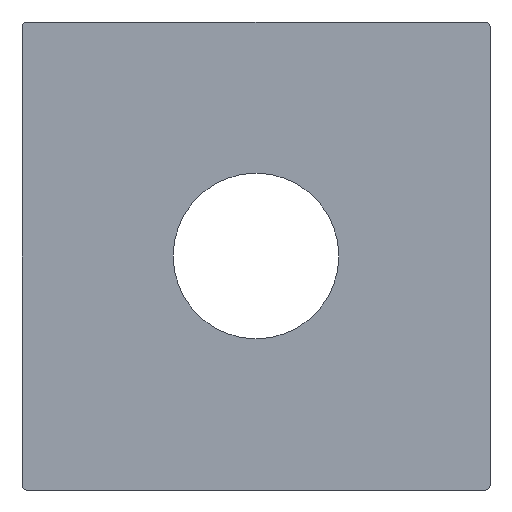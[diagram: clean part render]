
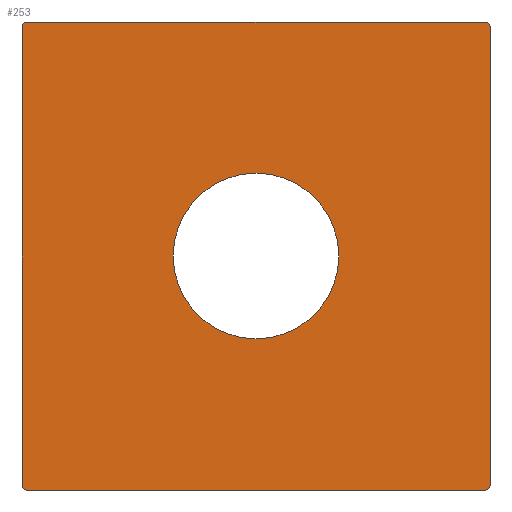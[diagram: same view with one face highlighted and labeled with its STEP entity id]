
A CAD part, front view. The second image highlights one B-rep face of the part: STEP entity #253.
In plain terms, the highlighted planar face has unit normal (0, -1, 0).
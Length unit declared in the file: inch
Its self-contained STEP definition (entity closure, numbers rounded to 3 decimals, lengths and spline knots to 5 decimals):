
#1 = AXIS2_PLACEMENT_3D ( 'NONE', #2, #372, #336 ) ;
#2 = CARTESIAN_POINT ( 'NONE',  ( 0.245, 0., 0.245 ) ) ;
#7 = DIRECTION ( 'NONE',  ( 0., 0., -1. ) ) ;
#10 = VECTOR ( 'NONE', #256, 39.37008 ) ;
#16 = PLANE ( 'NONE',  #295 ) ;
#17 = ORIENTED_EDGE ( 'NONE', *, *, #124, .T. ) ;
#23 = ORIENTED_EDGE ( 'NONE', *, *, #85, .T. ) ;
#28 = VERTEX_POINT ( 'NONE', #67 ) ;
#31 = ORIENTED_EDGE ( 'NONE', *, *, #44, .T. ) ;
#35 = ORIENTED_EDGE ( 'NONE', *, *, #106, .T. ) ;
#36 = CARTESIAN_POINT ( 'NONE',  ( -0.245, 0., -0.245 ) ) ;
#44 = EDGE_CURVE ( 'NONE', #149, #405, #178, .T. ) ;
#54 = FACE_OUTER_BOUND ( 'NONE', #65, .T. ) ;
#59 = DIRECTION ( 'NONE',  ( 0., -1., 0. ) ) ;
#62 = ORIENTED_EDGE ( 'NONE', *, *, #220, .F. ) ;
#65 = EDGE_LOOP ( 'NONE', ( #361, #35, #83, #31, #62, #17, #171, #173 ) ) ;
#66 = DIRECTION ( 'NONE',  ( 0., 1., 0. ) ) ;
#67 = CARTESIAN_POINT ( 'NONE',  ( -0.25, 0., -0.245 ) ) ;
#69 = CARTESIAN_POINT ( 'NONE',  ( 0., 0., 0. ) ) ;
#80 = EDGE_CURVE ( 'NONE', #28, #119, #281, .T. ) ;
#83 = ORIENTED_EDGE ( 'NONE', *, *, #378, .F. ) ;
#85 = EDGE_CURVE ( 'NONE', #236, #236, #384, .T. ) ;
#89 = DIRECTION ( 'NONE',  ( 0., 0., -1. ) ) ;
#91 = EDGE_CURVE ( 'NONE', #274, #127, #279, .T. ) ;
#94 = AXIS2_PLACEMENT_3D ( 'NONE', #36, #186, #164 ) ;
#106 = EDGE_CURVE ( 'NONE', #28, #317, #110, .T. ) ;
#110 = CIRCLE ( 'NONE', #94, 0.005 ) ;
#112 = VECTOR ( 'NONE', #210, 39.37008 ) ;
#119 = VERTEX_POINT ( 'NONE', #252 ) ;
#124 = EDGE_CURVE ( 'NONE', #393, #127, #313, .T. ) ;
#127 = VERTEX_POINT ( 'NONE', #310 ) ;
#143 = VECTOR ( 'NONE', #339, 39.37008 ) ;
#149 = VERTEX_POINT ( 'NONE', #303 ) ;
#164 = DIRECTION ( 'NONE',  ( 0., 0., -1. ) ) ;
#171 = ORIENTED_EDGE ( 'NONE', *, *, #91, .F. ) ;
#172 = CARTESIAN_POINT ( 'NONE',  ( -0.245, 0., 0.25 ) ) ;
#173 = ORIENTED_EDGE ( 'NONE', *, *, #350, .T. ) ;
#178 = CIRCLE ( 'NONE', #348, 0.005 ) ;
#186 = DIRECTION ( 'NONE',  ( 0., -1., 0. ) ) ;
#188 = CARTESIAN_POINT ( 'NONE',  ( -0.25, 0., 0.25 ) ) ;
#191 = DIRECTION ( 'NONE',  ( 0., 0., 1. ) ) ;
#206 = CARTESIAN_POINT ( 'NONE',  ( 0.25, 0., 0.245 ) ) ;
#210 = DIRECTION ( 'NONE',  ( -1., 0., 0. ) ) ;
#213 = CARTESIAN_POINT ( 'NONE',  ( 0., 0., 0.0885 ) ) ;
#220 = EDGE_CURVE ( 'NONE', #393, #405, #259, .T. ) ;
#225 = AXIS2_PLACEMENT_3D ( 'NONE', #69, #66, #191 ) ;
#226 = CARTESIAN_POINT ( 'NONE',  ( -0.25, 0., 0.25 ) ) ;
#231 = DIRECTION ( 'NONE',  ( 0., 0., -1. ) ) ;
#236 = VERTEX_POINT ( 'NONE', #213 ) ;
#252 = CARTESIAN_POINT ( 'NONE',  ( -0.25, 0., 0.245 ) ) ;
#253 = ADVANCED_FACE ( 'NONE', ( #345, #54 ), #16, .T. ) ;
#256 = DIRECTION ( 'NONE',  ( 1., 0., 0. ) ) ;
#259 = LINE ( 'NONE', #312, #368 ) ;
#273 = CARTESIAN_POINT ( 'NONE',  ( -0.245, 0., 0.245 ) ) ;
#274 = VERTEX_POINT ( 'NONE', #172 ) ;
#279 = LINE ( 'NONE', #188, #10 ) ;
#281 = LINE ( 'NONE', #226, #143 ) ;
#289 = CIRCLE ( 'NONE', #390, 0.005 ) ;
#295 = AXIS2_PLACEMENT_3D ( 'NONE', #379, #347, #231 ) ;
#303 = CARTESIAN_POINT ( 'NONE',  ( 0.245, 0., -0.25 ) ) ;
#310 = CARTESIAN_POINT ( 'NONE',  ( 0.245, 0., 0.25 ) ) ;
#312 = CARTESIAN_POINT ( 'NONE',  ( 0.25, 0., 0.25 ) ) ;
#313 = CIRCLE ( 'NONE', #1, 0.005 ) ;
#317 = VERTEX_POINT ( 'NONE', #331 ) ;
#318 = DIRECTION ( 'NONE',  ( 0., 0., -1. ) ) ;
#324 = CARTESIAN_POINT ( 'NONE',  ( 0.25, 0., -0.245 ) ) ;
#331 = CARTESIAN_POINT ( 'NONE',  ( -0.245, 0., -0.25 ) ) ;
#335 = CARTESIAN_POINT ( 'NONE',  ( 0.245, 0., -0.245 ) ) ;
#336 = DIRECTION ( 'NONE',  ( 0., 0., -1. ) ) ;
#339 = DIRECTION ( 'NONE',  ( 0., 0., 1. ) ) ;
#345 = FACE_BOUND ( 'NONE', #401, .T. ) ;
#347 = DIRECTION ( 'NONE',  ( 0., -1., 0. ) ) ;
#348 = AXIS2_PLACEMENT_3D ( 'NONE', #335, #369, #7 ) ;
#350 = EDGE_CURVE ( 'NONE', #274, #119, #289, .T. ) ;
#354 = CARTESIAN_POINT ( 'NONE',  ( -0.25, 0., -0.25 ) ) ;
#361 = ORIENTED_EDGE ( 'NONE', *, *, #80, .F. ) ;
#368 = VECTOR ( 'NONE', #318, 39.37008 ) ;
#369 = DIRECTION ( 'NONE',  ( 0., -1., 0. ) ) ;
#372 = DIRECTION ( 'NONE',  ( 0., -1., 0. ) ) ;
#378 = EDGE_CURVE ( 'NONE', #149, #317, #399, .T. ) ;
#379 = CARTESIAN_POINT ( 'NONE',  ( 0., 0., 0. ) ) ;
#384 = CIRCLE ( 'NONE', #225, 0.0885 ) ;
#390 = AXIS2_PLACEMENT_3D ( 'NONE', #273, #59, #89 ) ;
#393 = VERTEX_POINT ( 'NONE', #206 ) ;
#399 = LINE ( 'NONE', #354, #112 ) ;
#401 = EDGE_LOOP ( 'NONE', ( #23 ) ) ;
#405 = VERTEX_POINT ( 'NONE', #324 ) ;
